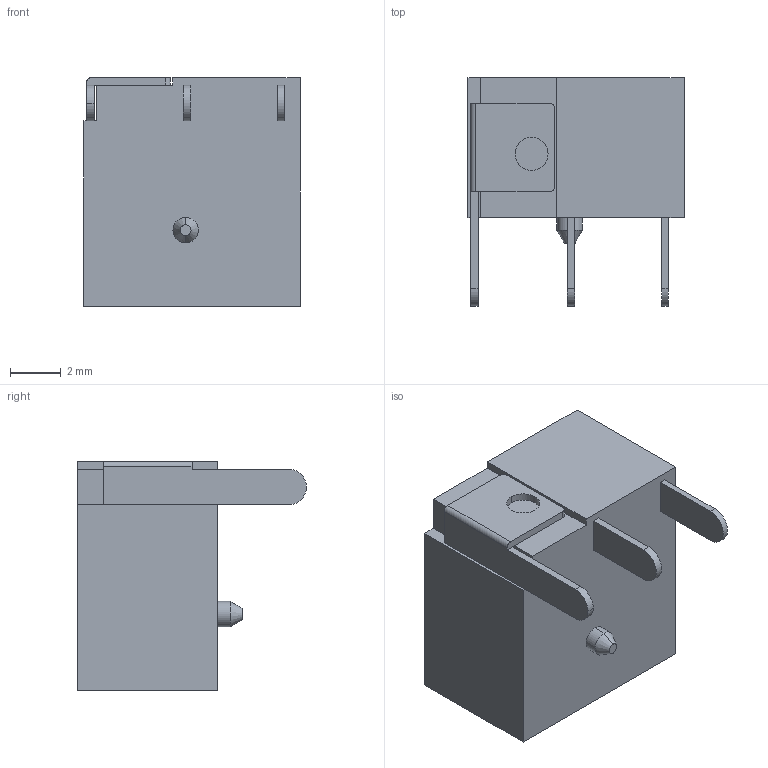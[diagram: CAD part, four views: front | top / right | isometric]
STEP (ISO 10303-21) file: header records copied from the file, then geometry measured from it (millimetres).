
FILE_DESCRIPTION (( 'STEP AP214' ), '1' );
FILE_NAME ('CUI PJ-014D.STEP', '2016-02-27T05:44:02', ( '' ), ( '' ), 'SwSTEP 2.0', 'SolidWorks 2015', '' );
FILE_SCHEMA (( 'AUTOMOTIVE_DESIGN' ));
Length unit declared in the file: millimetre
Products named in the file (4): pj-014d; CUI PJ-014D; pj-014d_01; pj-014d_02
Assembly tree (3 placements, depth 3):
  CUI PJ-014D
    pj-014d
      pj-014d_01
      pj-014d_02
Bounding box: 8.5 x 9 x 9 mm (x, y, z)
Volume: 344.1 mm3; surface area: 516.5 mm2
Topology: 2 solids, 2 shells, 49 faces, 115 edges, 75 vertices
Faces by surface type: plane 30, cylinder 15, cone 4
Entity records: 1829 total; most frequent: DIRECTION 261, CARTESIAN_POINT 246, ORIENTED_EDGE 230, EDGE_CURVE 115, AXIS2_PLACEMENT_3D 90, VECTOR 81, LINE 81, VERTEX_POINT 75
